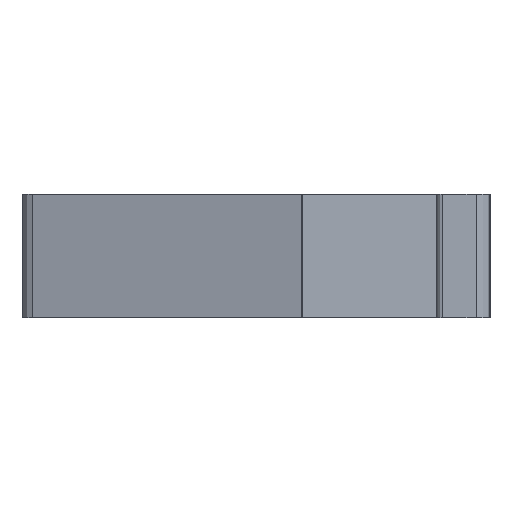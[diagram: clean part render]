
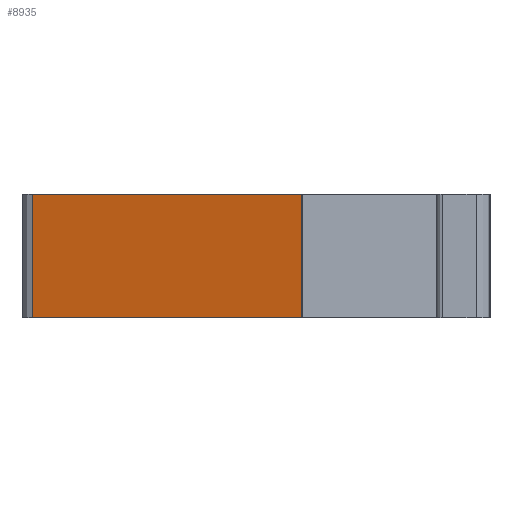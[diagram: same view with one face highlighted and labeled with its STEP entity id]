
A CAD part, left-side view. The second image highlights one B-rep face of the part: STEP entity #8935.
In plain terms, the highlighted planar face has unit normal (-0.966, 0.259, 0).
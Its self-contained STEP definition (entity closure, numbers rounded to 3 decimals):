
#287=PLANE('',#9602);
#822=FACE_OUTER_BOUND('',#1324,.T.);
#1324=EDGE_LOOP('',(#7983,#7984,#7985,#7986));
#2360=LINE('',#15831,#3183);
#2449=LINE('',#16093,#3272);
#2450=LINE('',#16096,#3273);
#2451=LINE('',#16097,#3274);
#3183=VECTOR('',#11377,20.249);
#3272=VECTOR('',#11636,9.);
#3273=VECTOR('',#11639,20.249);
#3274=VECTOR('',#11640,9.);
#4270=VERTEX_POINT('',#15828);
#4271=VERTEX_POINT('',#15830);
#4359=VERTEX_POINT('',#16091);
#4360=VERTEX_POINT('',#16095);
#5490=EDGE_CURVE('',#4270,#4271,#2360,.T.);
#5622=EDGE_CURVE('',#4359,#4270,#2449,.T.);
#5623=EDGE_CURVE('',#4360,#4359,#2450,.T.);
#5624=EDGE_CURVE('',#4360,#4271,#2451,.T.);
#7983=ORIENTED_EDGE('',*,*,#5622,.F.);
#7984=ORIENTED_EDGE('',*,*,#5623,.F.);
#7985=ORIENTED_EDGE('',*,*,#5624,.T.);
#7986=ORIENTED_EDGE('',*,*,#5490,.F.);
#8935=ADVANCED_FACE('',(#822),#287,.T.);
#9602=AXIS2_PLACEMENT_3D('',#16094,#11637,#11638);
#11377=DIRECTION('',(0.259,0.966,0.));
#11636=DIRECTION('',(0.,0.,-1.));
#11637=DIRECTION('center_axis',(-0.966,0.259,0.));
#11638=DIRECTION('ref_axis',(-0.259,-0.966,0.));
#11639=DIRECTION('',(-0.259,-0.966,0.));
#11640=DIRECTION('',(0.,0.,-1.));
#15828=CARTESIAN_POINT('',(-22.092,-14.1,-4.5));
#15830=CARTESIAN_POINT('',(-16.851,5.459,-4.5));
#15831=CARTESIAN_POINT('',(-22.092,-14.1,-4.5));
#16091=CARTESIAN_POINT('',(-22.092,-14.1,4.5));
#16093=CARTESIAN_POINT('',(-22.092,-14.1,0.));
#16094=CARTESIAN_POINT('Origin',(-16.851,5.459,0.));
#16095=CARTESIAN_POINT('',(-16.851,5.459,4.5));
#16096=CARTESIAN_POINT('',(-22.092,-14.1,4.5));
#16097=CARTESIAN_POINT('',(-16.851,5.459,0.));
